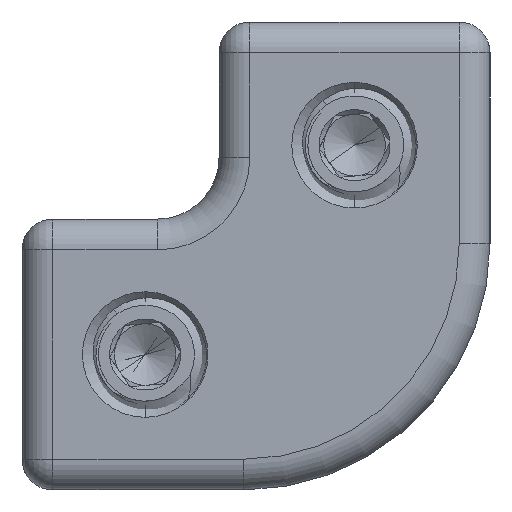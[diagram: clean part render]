
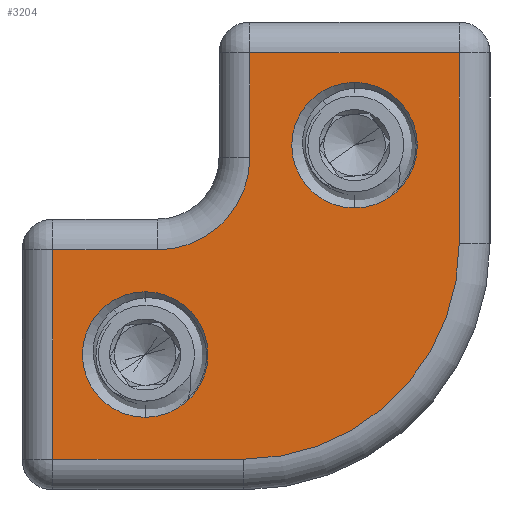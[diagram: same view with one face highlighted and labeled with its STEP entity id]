
A CAD part, left-side view. The second image highlights one B-rep face of the part: STEP entity #3204.
In plain terms, the highlighted planar face has unit normal (-1, 0, 0).
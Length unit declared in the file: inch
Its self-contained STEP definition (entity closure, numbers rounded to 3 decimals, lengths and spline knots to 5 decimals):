
#4 = ORIENTED_EDGE ( 'NONE', *, *, #4786, .T. ) ;
#79 = CARTESIAN_POINT ( 'NONE',  ( -2., 0.7, 0.275 ) ) ;
#86 = VERTEX_POINT ( 'NONE', #5327 ) ;
#89 = AXIS2_PLACEMENT_3D ( 'NONE', #3576, #473, #2757 ) ;
#135 = VERTEX_POINT ( 'NONE', #4348 ) ;
#183 = VECTOR ( 'NONE', #1452, 39.37008 ) ;
#233 = EDGE_CURVE ( 'NONE', #1294, #135, #3469, .T. ) ;
#252 = EDGE_CURVE ( 'NONE', #3489, #2971, #1571, .T. ) ;
#293 = CARTESIAN_POINT ( 'NONE',  ( -2., 0.7, 0.1475 ) ) ;
#304 = FACE_BOUND ( 'NONE', #901, .T. ) ;
#332 = CARTESIAN_POINT ( 'NONE',  ( -2., 0.0625, 0.8875 ) ) ;
#334 = EDGE_CURVE ( 'NONE', #1285, #86, #851, .T. ) ;
#413 = CARTESIAN_POINT ( 'NONE',  ( -2., 0., 0.4875 ) ) ;
#424 = EDGE_CURVE ( 'NONE', #660, #4737, #1048, .T. ) ;
#466 = EDGE_CURVE ( 'NONE', #86, #3349, #5364, .T. ) ;
#473 = DIRECTION ( 'NONE',  ( -1., 0., 0. ) ) ;
#576 = ORIENTED_EDGE ( 'NONE', *, *, #233, .T. ) ;
#588 = CARTESIAN_POINT ( 'NONE',  ( -2., 0.275, 0.8275 ) ) ;
#597 = ORIENTED_EDGE ( 'NONE', *, *, #1612, .T. ) ;
#643 = FACE_BOUND ( 'NONE', #3568, .T. ) ;
#644 = DIRECTION ( 'NONE',  ( 0., 0., -1. ) ) ;
#660 = VERTEX_POINT ( 'NONE', #293 ) ;
#720 = ORIENTED_EDGE ( 'NONE', *, *, #4066, .F. ) ;
#770 = ORIENTED_EDGE ( 'NONE', *, *, #466, .T. ) ;
#851 = LINE ( 'NONE', #2773, #4888 ) ;
#901 = EDGE_LOOP ( 'NONE', ( #720, #5604 ) ) ;
#907 = DIRECTION ( 'NONE',  ( 0., 0., -1. ) ) ;
#974 = DIRECTION ( 'NONE',  ( 0., -1., 0. ) ) ;
#981 = AXIS2_PLACEMENT_3D ( 'NONE', #2073, #3370, #644 ) ;
#1048 = CIRCLE ( 'NONE', #4450, 0.1275 ) ;
#1159 = PLANE ( 'NONE',  #981 ) ;
#1285 = VERTEX_POINT ( 'NONE', #1508 ) ;
#1294 = VERTEX_POINT ( 'NONE', #1976 ) ;
#1348 = VECTOR ( 'NONE', #907, 39.37008 ) ;
#1452 = DIRECTION ( 'NONE',  ( 0., 0., -1. ) ) ;
#1508 = CARTESIAN_POINT ( 'NONE',  ( -2., 0.8875, 0.0625 ) ) ;
#1554 = LINE ( 'NONE', #3179, #1348 ) ;
#1571 = CIRCLE ( 'NONE', #89, 0.1275 ) ;
#1612 = EDGE_CURVE ( 'NONE', #2857, #2480, #1554, .T. ) ;
#1682 = EDGE_CURVE ( 'NONE', #135, #1285, #2548, .T. ) ;
#1743 = CARTESIAN_POINT ( 'NONE',  ( -2., 0.0625, 0.5 ) ) ;
#1754 = DIRECTION ( 'NONE',  ( 0., 0., -1. ) ) ;
#1976 = CARTESIAN_POINT ( 'NONE',  ( -2., 0.675, 0.4875 ) ) ;
#1979 = AXIS2_PLACEMENT_3D ( 'NONE', #79, #3656, #4058 ) ;
#2073 = CARTESIAN_POINT ( 'NONE',  ( -2., 0., 0. ) ) ;
#2148 = EDGE_CURVE ( 'NONE', #2971, #3489, #3710, .T. ) ;
#2181 = DIRECTION ( 'NONE',  ( 0., 1., 0. ) ) ;
#2184 = VECTOR ( 'NONE', #5464, 39.37008 ) ;
#2288 = DIRECTION ( 'NONE',  ( -1., 0., 0. ) ) ;
#2355 = DIRECTION ( 'NONE',  ( 0., 0., -1. ) ) ;
#2372 = CARTESIAN_POINT ( 'NONE',  ( -2., 0.0625, 0. ) ) ;
#2396 = CARTESIAN_POINT ( 'NONE',  ( -2., 0., 0.8875 ) ) ;
#2410 = DIRECTION ( 'NONE',  ( 0., 0., 1. ) ) ;
#2418 = VECTOR ( 'NONE', #2181, 39.37008 ) ;
#2425 = DIRECTION ( 'NONE',  ( 0., 0., 1. ) ) ;
#2480 = VERTEX_POINT ( 'NONE', #4157 ) ;
#2548 = LINE ( 'NONE', #5454, #183 ) ;
#2671 = DIRECTION ( 'NONE',  ( 0., 0., 1. ) ) ;
#2681 = FACE_OUTER_BOUND ( 'NONE', #4383, .T. ) ;
#2719 = EDGE_CURVE ( 'NONE', #2480, #1294, #3704, .T. ) ;
#2749 = CARTESIAN_POINT ( 'NONE',  ( -2., 0.275, 0.7 ) ) ;
#2757 = DIRECTION ( 'NONE',  ( 0., 0., 1. ) ) ;
#2773 = CARTESIAN_POINT ( 'NONE',  ( -2., 0., 0.0625 ) ) ;
#2808 = LINE ( 'NONE', #2372, #5022 ) ;
#2857 = VERTEX_POINT ( 'NONE', #3154 ) ;
#2861 = ORIENTED_EDGE ( 'NONE', *, *, #252, .F. ) ;
#2899 = ORIENTED_EDGE ( 'NONE', *, *, #4283, .T. ) ;
#2971 = VERTEX_POINT ( 'NONE', #588 ) ;
#3154 = CARTESIAN_POINT ( 'NONE',  ( -2., 0.4875, 0.8875 ) ) ;
#3179 = CARTESIAN_POINT ( 'NONE',  ( -2., 0.4875, 0. ) ) ;
#3204 = ADVANCED_FACE ( 'NONE', ( #2681, #643, #304 ), #1159, .F. ) ;
#3258 = DIRECTION ( 'NONE',  ( -1., 0., 0. ) ) ;
#3349 = VERTEX_POINT ( 'NONE', #1743 ) ;
#3370 = DIRECTION ( 'NONE',  ( 1., 0., 0. ) ) ;
#3436 = ORIENTED_EDGE ( 'NONE', *, *, #334, .T. ) ;
#3469 = LINE ( 'NONE', #413, #2418 ) ;
#3489 = VERTEX_POINT ( 'NONE', #4052 ) ;
#3568 = EDGE_LOOP ( 'NONE', ( #3917, #2861 ) ) ;
#3576 = CARTESIAN_POINT ( 'NONE',  ( -2., 0.275, 0.7 ) ) ;
#3656 = DIRECTION ( 'NONE',  ( -1., 0., 0. ) ) ;
#3704 = CIRCLE ( 'NONE', #4182, 0.1875 ) ;
#3710 = CIRCLE ( 'NONE', #5190, 0.1275 ) ;
#3917 = ORIENTED_EDGE ( 'NONE', *, *, #2148, .F. ) ;
#4052 = CARTESIAN_POINT ( 'NONE',  ( -2., 0.275, 0.5725 ) ) ;
#4058 = DIRECTION ( 'NONE',  ( 0., 0., 1. ) ) ;
#4066 = EDGE_CURVE ( 'NONE', #4737, #660, #4117, .T. ) ;
#4117 = CIRCLE ( 'NONE', #1979, 0.1275 ) ;
#4157 = CARTESIAN_POINT ( 'NONE',  ( -2., 0.4875, 0.675 ) ) ;
#4163 = DIRECTION ( 'NONE',  ( -1., 0., 0. ) ) ;
#4180 = LINE ( 'NONE', #2396, #2184 ) ;
#4182 = AXIS2_PLACEMENT_3D ( 'NONE', #5290, #4424, #1754 ) ;
#4283 = EDGE_CURVE ( 'NONE', #5726, #2857, #4180, .T. ) ;
#4348 = CARTESIAN_POINT ( 'NONE',  ( -2., 0.8875, 0.4875 ) ) ;
#4383 = EDGE_LOOP ( 'NONE', ( #770, #4, #2899, #597, #4454, #576, #5401, #3436 ) ) ;
#4424 = DIRECTION ( 'NONE',  ( 1., 0., 0. ) ) ;
#4450 = AXIS2_PLACEMENT_3D ( 'NONE', #4584, #4163, #2410 ) ;
#4454 = ORIENTED_EDGE ( 'NONE', *, *, #2719, .T. ) ;
#4584 = CARTESIAN_POINT ( 'NONE',  ( -2., 0.7, 0.275 ) ) ;
#4737 = VERTEX_POINT ( 'NONE', #5029 ) ;
#4786 = EDGE_CURVE ( 'NONE', #3349, #5726, #2808, .T. ) ;
#4888 = VECTOR ( 'NONE', #974, 39.37008 ) ;
#5022 = VECTOR ( 'NONE', #2425, 39.37008 ) ;
#5029 = CARTESIAN_POINT ( 'NONE',  ( -2., 0.7, 0.4025 ) ) ;
#5030 = CARTESIAN_POINT ( 'NONE',  ( -2., 0.5, 0.5 ) ) ;
#5190 = AXIS2_PLACEMENT_3D ( 'NONE', #2749, #2288, #2671 ) ;
#5290 = CARTESIAN_POINT ( 'NONE',  ( -2., 0.675, 0.675 ) ) ;
#5327 = CARTESIAN_POINT ( 'NONE',  ( -2., 0.5, 0.0625 ) ) ;
#5364 = CIRCLE ( 'NONE', #5636, 0.4375 ) ;
#5401 = ORIENTED_EDGE ( 'NONE', *, *, #1682, .T. ) ;
#5454 = CARTESIAN_POINT ( 'NONE',  ( -2., 0.8875, 0. ) ) ;
#5464 = DIRECTION ( 'NONE',  ( 0., 1., 0. ) ) ;
#5604 = ORIENTED_EDGE ( 'NONE', *, *, #424, .F. ) ;
#5636 = AXIS2_PLACEMENT_3D ( 'NONE', #5030, #3258, #2355 ) ;
#5726 = VERTEX_POINT ( 'NONE', #332 ) ;
